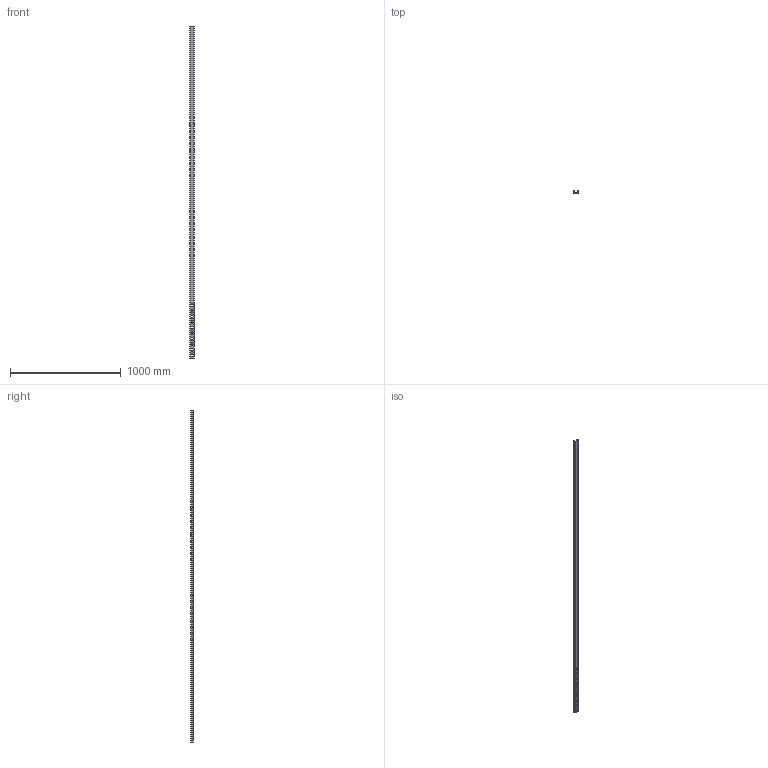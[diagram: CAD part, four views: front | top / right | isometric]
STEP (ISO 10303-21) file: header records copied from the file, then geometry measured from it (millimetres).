
FILE_DESCRIPTION (( 'STEP AP214' ), '1' );
FILE_NAME ('1122928.STEP', '2026-02-05T10:29:59', ( '' ), ( '' ), 'SwSTEP 2.0', 'SolidWorks 2024', '' );
FILE_SCHEMA (( 'AUTOMOTIVE_DESIGN' ));
Length unit declared in the file: millimetre
Products named in the file (1): 1122928
Bounding box: 41 x 21 x 3000 mm (x, y, z)
Volume: 571337.9 mm3; surface area: 585354.7 mm2
Topology: 1 solids, 1 shells, 1099 faces, 3048 edges, 2016 vertices
Faces by surface type: plane 727, cylinder 372
Entity records: 35105 total; most frequent: CARTESIAN_POINT 6164, ORIENTED_EDGE 6096, DIRECTION 5992, EDGE_CURVE 3048, VECTOR 2304, LINE 2304, VERTEX_POINT 2016, AXIS2_PLACEMENT_3D 1844
